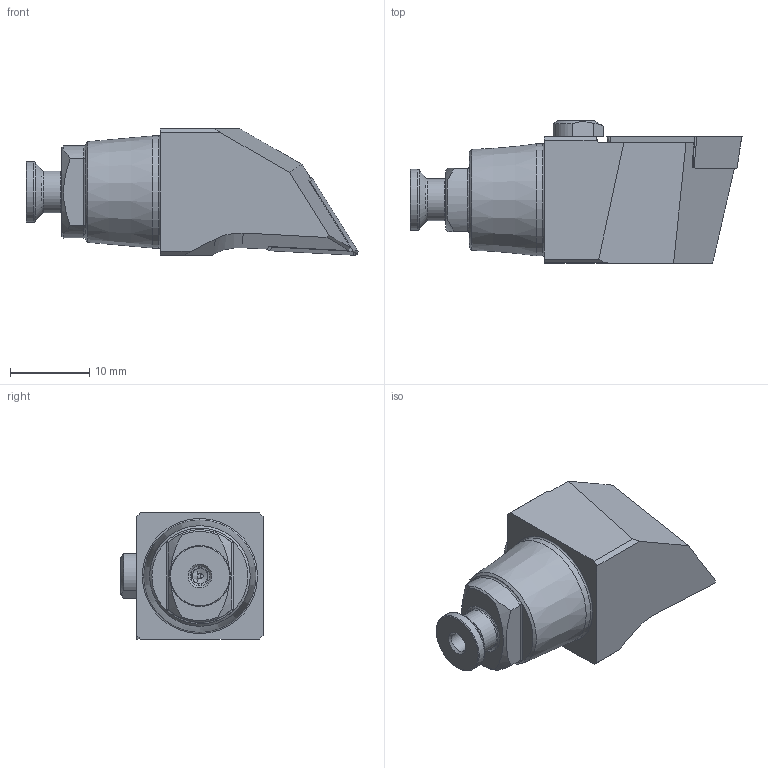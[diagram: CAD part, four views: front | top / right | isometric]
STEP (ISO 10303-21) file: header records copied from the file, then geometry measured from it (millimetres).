
FILE_DESCRIPTION (( 'STEP AP214' ), '1' );
FILE_NAME ('LW4.KDB.RJA.025.STEP', '2021-08-19T15:28:05', ( '' ), ( '' ), 'SwSTEP 2.0', 'SolidWorks 2017', '' );
FILE_SCHEMA (( 'AUTOMOTIVE_DESIGN' ));
Length unit declared in the file: millimetre
Products named in the file (7): DCMT11T304; LWX-ER1.007.002; LW4-KDB.RJA.025_A; ISO 14581 - M2x10; LW4-U00.ER1.000_B; WCB-ER2.001.009_A; LW4.KDB.RJA.025
Assembly tree (6 placements, depth 2):
  LW4.KDB.RJA.025
    LW4-KDB.RJA.025_A
    LW4-U00.ER1.000_B
    LWX-ER1.007.002
    ISO 14581 - M2x10
    WCB-ER2.001.009_A
    DCMT11T304
Bounding box: 42 x 18 x 16 mm (x, y, z)
Volume: 5755.5 mm3; surface area: 3667.8 mm2
Topology: 6 solids, 6 shells, 193 faces, 475 edges, 293 vertices
Faces by surface type: plane 69, cylinder 53, cone 43, bspline 16, torus 11, sphere 1
Full cylindrical faces by diameter (mm): 1.6 x1, 2 x3, 2.5 x1, 3 x2, 3.3 x1, 3.8 x1, 4 x1, 4.2 x1, 4.4 x1, 5 x1, 5.25 x1, 5.3 x1, 5.5 x1, 6 x1, 6.1 x1, 7.7 x1, 14.175 x1
Entity records: 6321 total; most frequent: CARTESIAN_POINT 1852, ORIENTED_EDGE 812, DIRECTION 807, EDGE_CURVE 406, AXIS2_PLACEMENT_3D 330, VERTEX_POINT 283, EDGE_LOOP 261, FACE_OUTER_BOUND 223
